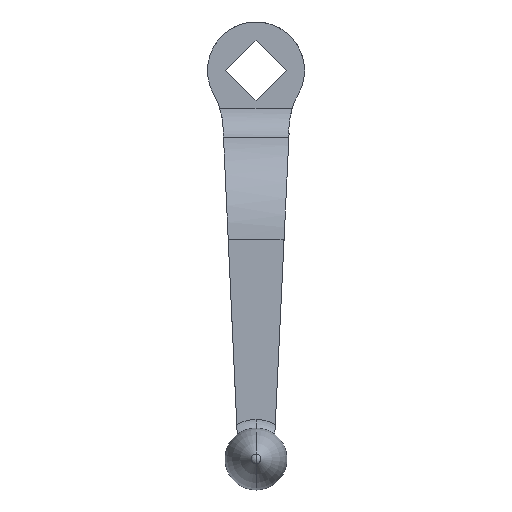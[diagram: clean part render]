
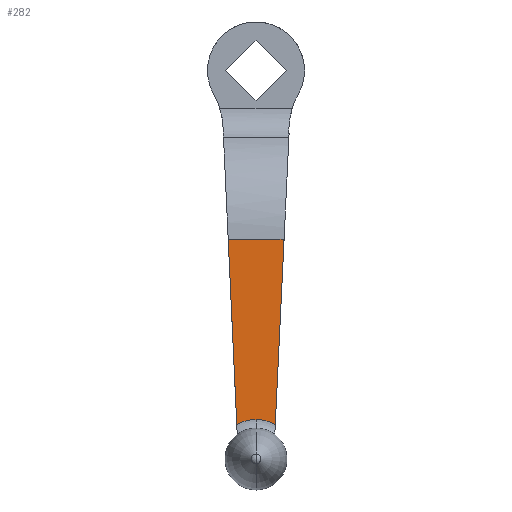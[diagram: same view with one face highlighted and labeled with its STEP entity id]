
A CAD part, front view. The second image highlights one B-rep face of the part: STEP entity #282.
In plain terms, the highlighted planar face has unit normal (0, -1, 0).
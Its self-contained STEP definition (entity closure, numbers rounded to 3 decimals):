
#282=ADVANCED_FACE('',(#716),#717,.F.);
#288=VERTEX_POINT('',#723);
#296=VERTEX_POINT('',#732);
#320=EDGE_CURVE('',#346,#560,#761,.T.);
#336=EDGE_CURVE('',#346,#418,#779,.T.);
#346=VERTEX_POINT('',#790);
#392=EDGE_CURVE('',#288,#418,#840,.T.);
#418=VERTEX_POINT('',#867);
#540=EDGE_CURVE('',#560,#296,#1007,.T.);
#560=VERTEX_POINT('',#1029);
#640=EDGE_CURVE('',#288,#296,#1114,.T.);
#716=FACE_OUTER_BOUND('',#1252,.T.);
#717=PLANE('',#1253);
#723=CARTESIAN_POINT('',(14.441,-88.0,-86.974));
#732=CARTESIAN_POINT('',(9.921,-88.0,-182.251));
#761=CIRCLE('',#1340,20.333);
#779=LINE('',#1363,#1364);
#790=CARTESIAN_POINT('',(-9.91,-88.0,-182.245));
#840=LINE('',#1448,#1449);
#867=CARTESIAN_POINT('',(-14.307,-88.0,-86.974));
#1007=CIRCLE('',#1736,20.333);
#1029=CARTESIAN_POINT('',(0.,-88.0,-179.667));
#1114=LINE('',#1900,#1901);
#1252=EDGE_LOOP('',(#1976,#1977,#1978,#1979,#1980));
#1253=AXIS2_PLACEMENT_3D('',#1981,#1982,#1983);
#1340=AXIS2_PLACEMENT_3D('',#2047,#2048,#2049);
#1363=CARTESIAN_POINT('',(-12.548,-88.0,-125.09));
#1364=VECTOR('',#2080,1.0);
#1448=CARTESIAN_POINT('',(0.,-88.0,-86.974));
#1449=VECTOR('',#2152,1.0);
#1736=AXIS2_PLACEMENT_3D('',#2354,#2355,#2356);
#1900=CARTESIAN_POINT('',(16.382,-88.0,-46.059));
#1901=VECTOR('',#2469,1.0);
#1976=ORIENTED_EDGE('',*,*,#336,.F.);
#1977=ORIENTED_EDGE('',*,*,#320,.T.);
#1978=ORIENTED_EDGE('',*,*,#540,.T.);
#1979=ORIENTED_EDGE('',*,*,#640,.F.);
#1980=ORIENTED_EDGE('',*,*,#392,.T.);
#1981=CARTESIAN_POINT('',(0.,-88.0,-58.333));
#1982=DIRECTION('',(-0.0,1.0,0.0));
#1983=DIRECTION('',(0.,0.0,1.0));
#2047=CARTESIAN_POINT('',(0.,-88.0,-200.0));
#2048=DIRECTION('',(-0.0,1.0,0.0));
#2049=DIRECTION('',(0.,0.0,1.0));
#2080=DIRECTION('',(-0.046,0.0,0.999));
#2152=DIRECTION('',(-1.0,0.,0.));
#2354=CARTESIAN_POINT('',(0.,-88.0,-200.0));
#2355=DIRECTION('',(-0.0,1.0,0.0));
#2356=DIRECTION('',(0.,0.0,1.0));
#2469=DIRECTION('',(-0.047,0.0,-0.999));
